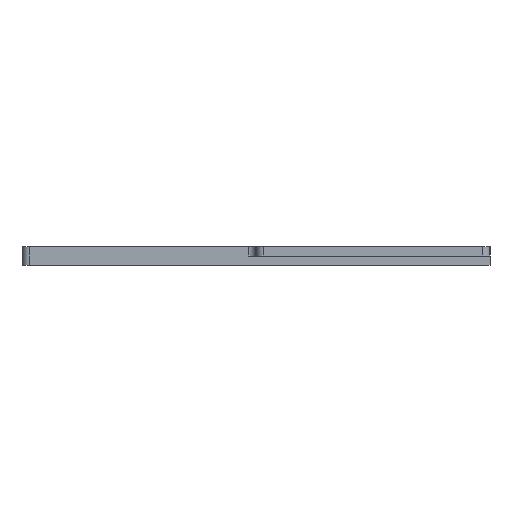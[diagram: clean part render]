
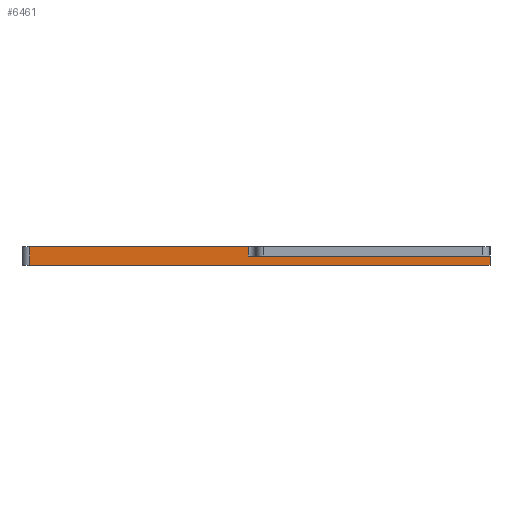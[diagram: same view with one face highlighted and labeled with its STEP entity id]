
A CAD part, left-side view. The second image highlights one B-rep face of the part: STEP entity #6461.
In plain terms, the highlighted planar face has unit normal (-1, 0, 0).
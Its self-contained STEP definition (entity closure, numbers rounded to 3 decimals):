
#363=CARTESIAN_POINT('',(-47.626,-38.102,11.));
#364=VERTEX_POINT('',#363);
#371=CARTESIAN_POINT('',(-47.626,36.848,11.));
#372=VERTEX_POINT('',#371);
#373=CARTESIAN_POINT('',(-47.626,-38.102,11.));
#374=DIRECTION('',(0.,1.,0.));
#375=VECTOR('',#374,74.95);
#376=LINE('',#373,#375);
#377=EDGE_CURVE('',#364,#372,#376,.T.);
#3936=CARTESIAN_POINT('',(-47.626,-38.102,12.5));
#3937=VERTEX_POINT('',#3936);
#3944=CARTESIAN_POINT('',(-47.626,-38.102,12.5));
#3945=DIRECTION('',(0.,0.,-1.));
#3946=VECTOR('',#3945,1.5);
#3947=LINE('',#3944,#3946);
#3948=EDGE_CURVE('',#3937,#364,#3947,.T.);
#6422=CARTESIAN_POINT('',(-47.626,19.048,14.));
#6423=DIRECTION('',(-1.,0.,0.));
#6424=DIRECTION('',(0.,0.,1.));
#6425=AXIS2_PLACEMENT_3D('',#6422,#6423,#6424);
#6426=PLANE('',#6425);
#6427=CARTESIAN_POINT('',(-47.626,1.249,14.));
#6428=VERTEX_POINT('',#6427);
#6429=CARTESIAN_POINT('',(-47.626,36.848,14.));
#6430=VERTEX_POINT('',#6429);
#6431=CARTESIAN_POINT('',(-47.626,1.249,14.));
#6432=DIRECTION('',(0.,1.,0.));
#6433=VECTOR('',#6432,35.598);
#6434=LINE('',#6431,#6433);
#6435=EDGE_CURVE('',#6428,#6430,#6434,.T.);
#6436=ORIENTED_EDGE('',*,*,#6435,.T.);
#6437=CARTESIAN_POINT('',(-47.626,36.848,14.));
#6438=DIRECTION('',(-0.,-0.,-1.));
#6439=VECTOR('',#6438,3.);
#6440=LINE('',#6437,#6439);
#6441=EDGE_CURVE('',#6430,#372,#6440,.T.);
#6442=ORIENTED_EDGE('',*,*,#6441,.T.);
#6443=ORIENTED_EDGE('',*,*,#377,.F.);
#6444=ORIENTED_EDGE('',*,*,#3948,.F.);
#6445=CARTESIAN_POINT('',(-47.626,1.249,12.5));
#6446=VERTEX_POINT('',#6445);
#6447=CARTESIAN_POINT('',(-47.626,1.249,12.5));
#6448=DIRECTION('',(0.,-1.,0.));
#6449=VECTOR('',#6448,39.351);
#6450=LINE('',#6447,#6449);
#6451=EDGE_CURVE('',#6446,#3937,#6450,.T.);
#6452=ORIENTED_EDGE('',*,*,#6451,.F.);
#6453=CARTESIAN_POINT('',(-47.626,1.249,12.5));
#6454=DIRECTION('',(0.,0.,1.));
#6455=VECTOR('',#6454,1.5);
#6456=LINE('',#6453,#6455);
#6457=EDGE_CURVE('',#6446,#6428,#6456,.T.);
#6458=ORIENTED_EDGE('',*,*,#6457,.T.);
#6459=EDGE_LOOP('',(#6436,#6442,#6443,#6444,#6452,#6458));
#6460=FACE_BOUND('',#6459,.T.);
#6461=ADVANCED_FACE('',(#6460),#6426,.T.);
